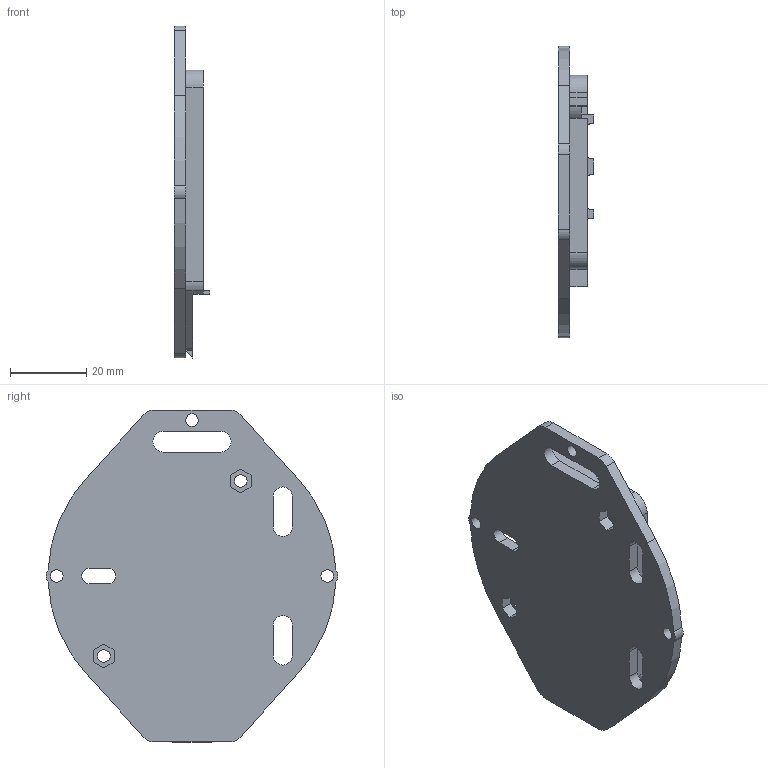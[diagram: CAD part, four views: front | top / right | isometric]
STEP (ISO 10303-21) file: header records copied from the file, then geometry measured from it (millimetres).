
FILE_DESCRIPTION(/* description */ (''),/* implementation_level */ '2;1');
FILE_NAME(/* name */ 'Motor Mount - PCB Holder.step',/* time_stamp */ '2025-11-18T16:03:20+01:00',/* author */ (''),/* organization */ (''),/* preprocessor_version */ 'ST-DEVELOPER v20.1',/* originating_system */ 'Autodesk Translation Framework v14.21.0.0',/* authorisation */ '');
FILE_SCHEMA (('AUTOMOTIVE_DESIGN { 1 0 10303 214 3 1 1 }'));
Length unit declared in the file: millimetre
Products named in the file (1): pcbholder
Bounding box: 9.22 x 76.6 x 87.17 mm (x, y, z)
Volume: 16730 mm3; surface area: 12468.1 mm2
Topology: 1 solids, 1 shells, 124 faces, 350 edges, 232 vertices
Faces by surface type: plane 84, cylinder 40
Full cylindrical faces by diameter (mm): 3.3 x5
Entity records: 4084 total; most frequent: CARTESIAN_POINT 707, ORIENTED_EDGE 700, DIRECTION 686, EDGE_CURVE 350, LINE 264, VECTOR 264, VERTEX_POINT 232, AXIS2_PLACEMENT_3D 211
